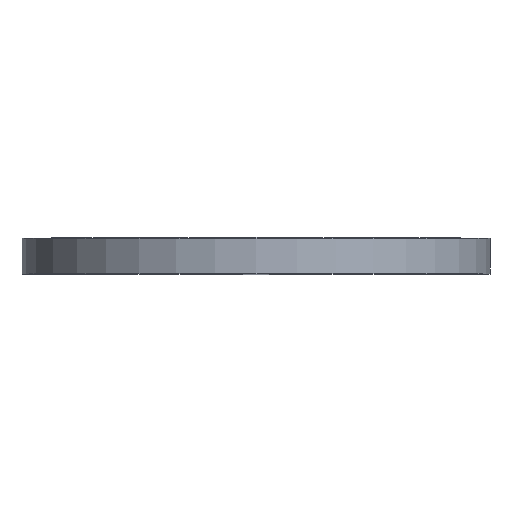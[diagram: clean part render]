
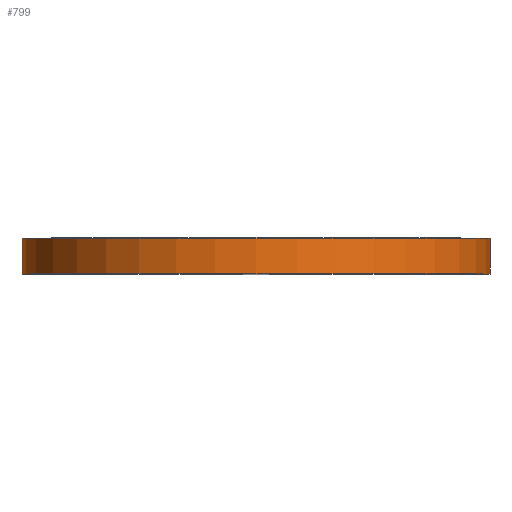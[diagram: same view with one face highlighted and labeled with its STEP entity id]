
A CAD part, top view. The second image highlights one B-rep face of the part: STEP entity #799.
In plain terms, the highlighted cylindrical face has radius 584.2 mm (diameter 1168.4 mm), a full revolution.
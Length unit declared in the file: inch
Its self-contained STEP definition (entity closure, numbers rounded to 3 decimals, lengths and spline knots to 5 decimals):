
#117=FACE_OUTER_BOUND('',#186,.T.);
#186=EDGE_LOOP('',(#690,#691,#692,#693));
#255=LINE('',#1375,#289);
#289=VECTOR('',#1164,23.);
#355=CIRCLE('',#922,23.);
#356=CIRCLE('',#924,23.);
#423=VERTEX_POINT('',#1370);
#424=VERTEX_POINT('',#1373);
#523=EDGE_CURVE('',#423,#423,#355,.T.);
#524=EDGE_CURVE('',#424,#424,#356,.T.);
#525=EDGE_CURVE('',#424,#423,#255,.T.);
#690=ORIENTED_EDGE('',*,*,#524,.F.);
#691=ORIENTED_EDGE('',*,*,#525,.T.);
#692=ORIENTED_EDGE('',*,*,#523,.T.);
#693=ORIENTED_EDGE('',*,*,#525,.F.);
#765=CYLINDRICAL_SURFACE('',#923,23.);
#799=ADVANCED_FACE('',(#117),#765,.T.);
#922=AXIS2_PLACEMENT_3D('',#1371,#1158,#1159);
#923=AXIS2_PLACEMENT_3D('',#1372,#1160,#1161);
#924=AXIS2_PLACEMENT_3D('',#1374,#1162,#1163);
#1158=DIRECTION('center_axis',(0.,1.,0.));
#1159=DIRECTION('ref_axis',(1.,0.,0.));
#1160=DIRECTION('center_axis',(0.,1.,0.));
#1161=DIRECTION('ref_axis',(-1.,0.,0.));
#1162=DIRECTION('center_axis',(0.,1.,0.));
#1163=DIRECTION('ref_axis',(1.,0.,0.));
#1164=DIRECTION('',(0.,-1.,0.));
#1370=CARTESIAN_POINT('',(23.,0.,0.));
#1371=CARTESIAN_POINT('Origin',(0.,0.,0.));
#1372=CARTESIAN_POINT('Origin',(0.,1.75,0.));
#1373=CARTESIAN_POINT('',(23.,3.5,0.));
#1374=CARTESIAN_POINT('Origin',(0.,3.5,0.));
#1375=CARTESIAN_POINT('',(23.,1.75,0.));
